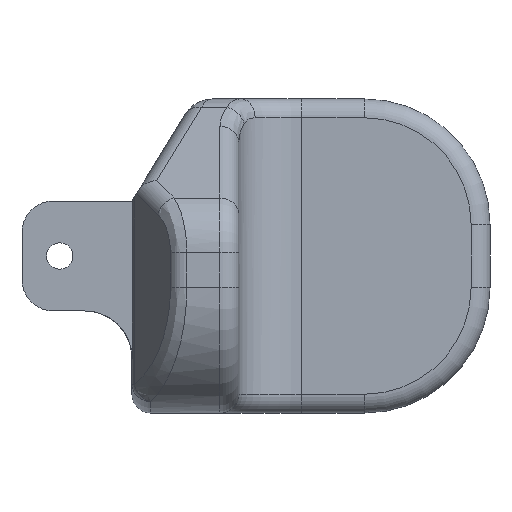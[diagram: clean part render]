
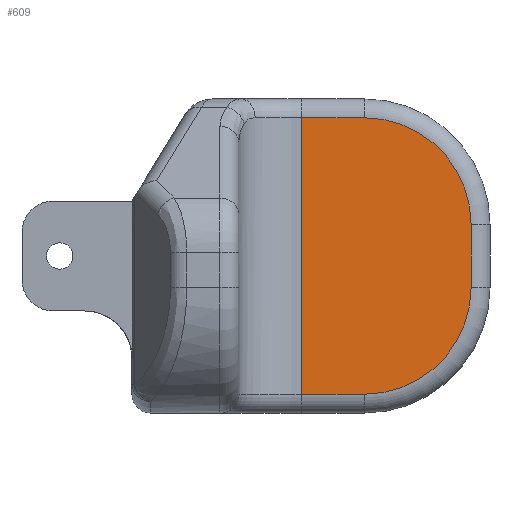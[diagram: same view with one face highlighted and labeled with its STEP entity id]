
A CAD part, left-side view. The second image highlights one B-rep face of the part: STEP entity #609.
In plain terms, the highlighted planar face has unit normal (-1, 0, 0).
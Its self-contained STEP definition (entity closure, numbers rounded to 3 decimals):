
#24 = EDGE_LOOP ( 'NONE', ( #2354, #2925, #3144, #550, #3379, #4246 ) ) ;
#142 = EDGE_CURVE ( 'NONE', #826, #247, #736, .T. ) ;
#163 = EDGE_CURVE ( 'NONE', #3730, #1136, #1912, .T. ) ;
#200 = CARTESIAN_POINT ( 'NONE',  ( -11.25, -2., -5. ) ) ;
#231 = CARTESIAN_POINT ( 'NONE',  ( -11.25, 25., 25. ) ) ;
#247 = VERTEX_POINT ( 'NONE', #3632 ) ;
#341 = CARTESIAN_POINT ( 'NONE',  ( -11.25, 15., -5. ) ) ;
#449 = CARTESIAN_POINT ( 'NONE',  ( -11.25, 25., 22. ) ) ;
#550 = ORIENTED_EDGE ( 'NONE', *, *, #1549, .T. ) ;
#578 = DIRECTION ( 'NONE',  ( 0., 0., -1. ) ) ;
#595 = DIRECTION ( 'NONE',  ( -1., 0., 0. ) ) ;
#609 = ADVANCED_FACE ( 'NONE', ( #1389 ), #3876, .F. ) ;
#736 = CIRCLE ( 'NONE', #2851, 17. ) ;
#811 = AXIS2_PLACEMENT_3D ( 'NONE', #2518, #2177, #4148 ) ;
#826 = VERTEX_POINT ( 'NONE', #970 ) ;
#866 = DIRECTION ( 'NONE',  ( 0., -1., 0. ) ) ;
#970 = CARTESIAN_POINT ( 'NONE',  ( -11.25, -2., 5. ) ) ;
#1095 = EDGE_CURVE ( 'NONE', #247, #3730, #2832, .T. ) ;
#1136 = VERTEX_POINT ( 'NONE', #4110 ) ;
#1201 = EDGE_CURVE ( 'NONE', #2610, #826, #3243, .T. ) ;
#1359 = VERTEX_POINT ( 'NONE', #3683 ) ;
#1389 = FACE_OUTER_BOUND ( 'NONE', #24, .T. ) ;
#1549 = EDGE_CURVE ( 'NONE', #1136, #1359, #1994, .T. ) ;
#1555 = CARTESIAN_POINT ( 'NONE',  ( -11.25, -2., 25. ) ) ;
#1664 = VECTOR ( 'NONE', #578, 1000. ) ;
#1683 = DIRECTION ( 'NONE',  ( -1., 0., 0. ) ) ;
#1758 = EDGE_CURVE ( 'NONE', #1359, #2610, #2517, .T. ) ;
#1893 = VECTOR ( 'NONE', #3216, 1000. ) ;
#1912 = LINE ( 'NONE', #231, #1664 ) ;
#1978 = DIRECTION ( 'NONE',  ( 0., 0., -1. ) ) ;
#1994 = LINE ( 'NONE', #3802, #3239 ) ;
#1997 = AXIS2_PLACEMENT_3D ( 'NONE', #341, #1683, #1978 ) ;
#2177 = DIRECTION ( 'NONE',  ( 1., 0., 0. ) ) ;
#2354 = ORIENTED_EDGE ( 'NONE', *, *, #142, .T. ) ;
#2377 = CARTESIAN_POINT ( 'NONE',  ( -11.25, 25., 22. ) ) ;
#2464 = VECTOR ( 'NONE', #3453, 1000. ) ;
#2517 = CIRCLE ( 'NONE', #1997, 17. ) ;
#2518 = CARTESIAN_POINT ( 'NONE',  ( -11.25, -5., 25. ) ) ;
#2610 = VERTEX_POINT ( 'NONE', #200 ) ;
#2832 = LINE ( 'NONE', #449, #2464 ) ;
#2851 = AXIS2_PLACEMENT_3D ( 'NONE', #3201, #595, #4212 ) ;
#2925 = ORIENTED_EDGE ( 'NONE', *, *, #1095, .T. ) ;
#3144 = ORIENTED_EDGE ( 'NONE', *, *, #163, .T. ) ;
#3201 = CARTESIAN_POINT ( 'NONE',  ( -11.25, 15., 5. ) ) ;
#3216 = DIRECTION ( 'NONE',  ( 0., 0., 1. ) ) ;
#3239 = VECTOR ( 'NONE', #866, 1000. ) ;
#3243 = LINE ( 'NONE', #1555, #1893 ) ;
#3379 = ORIENTED_EDGE ( 'NONE', *, *, #1758, .T. ) ;
#3453 = DIRECTION ( 'NONE',  ( 0., 1., 0. ) ) ;
#3632 = CARTESIAN_POINT ( 'NONE',  ( -11.25, 15., 22. ) ) ;
#3683 = CARTESIAN_POINT ( 'NONE',  ( -11.25, 15., -22. ) ) ;
#3730 = VERTEX_POINT ( 'NONE', #2377 ) ;
#3802 = CARTESIAN_POINT ( 'NONE',  ( -11.25, -5., -22. ) ) ;
#3876 = PLANE ( 'NONE',  #811 ) ;
#4110 = CARTESIAN_POINT ( 'NONE',  ( -11.25, 25., -22. ) ) ;
#4148 = DIRECTION ( 'NONE',  ( 0., 0., -1. ) ) ;
#4212 = DIRECTION ( 'NONE',  ( 0., 0., -1. ) ) ;
#4246 = ORIENTED_EDGE ( 'NONE', *, *, #1201, .T. ) ;
